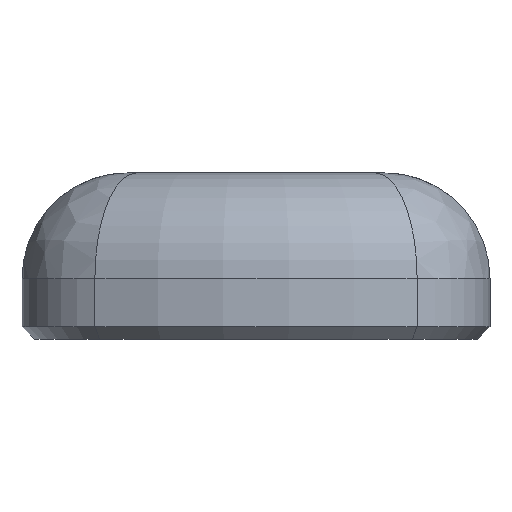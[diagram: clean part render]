
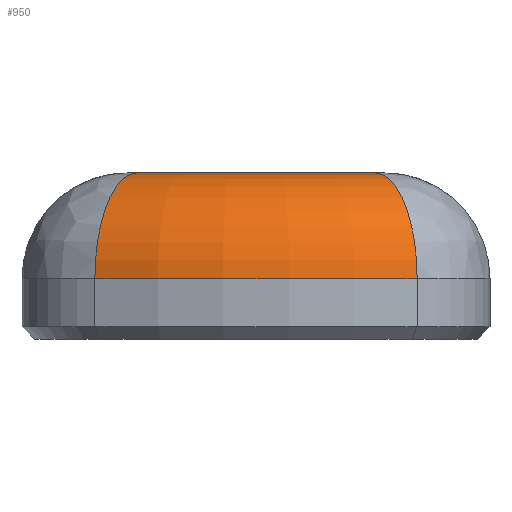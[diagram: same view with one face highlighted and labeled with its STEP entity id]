
A CAD part, front view. The second image highlights one B-rep face of the part: STEP entity #950.
In plain terms, the highlighted toroidal (fillet/blend) face has major radius 9.956 mm and minor radius 3.5 mm.
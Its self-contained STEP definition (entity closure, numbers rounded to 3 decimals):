
#14=TOROIDAL_SURFACE('',#1076,9.956,3.5);
#79=CIRCLE('',#1033,13.456);
#94=CIRCLE('',#1074,3.5);
#96=CIRCLE('',#1077,3.5);
#97=CIRCLE('',#1078,9.956);
#151=FACE_OUTER_BOUND('',#214,.T.);
#214=EDGE_LOOP('',(#810,#811,#812,#813));
#417=VERTEX_POINT('',#1500);
#419=VERTEX_POINT('',#1506);
#463=VERTEX_POINT('',#1646);
#464=VERTEX_POINT('',#1650);
#522=EDGE_CURVE('',#417,#419,#79,.T.);
#586=EDGE_CURVE('',#417,#463,#94,.T.);
#588=EDGE_CURVE('',#419,#464,#96,.T.);
#589=EDGE_CURVE('',#464,#463,#97,.T.);
#810=ORIENTED_EDGE('',*,*,#588,.T.);
#811=ORIENTED_EDGE('',*,*,#589,.T.);
#812=ORIENTED_EDGE('',*,*,#586,.F.);
#813=ORIENTED_EDGE('',*,*,#522,.T.);
#950=ADVANCED_FACE('',(#151),#14,.T.);
#1033=AXIS2_PLACEMENT_3D('',#1508,#1220,#1221);
#1074=AXIS2_PLACEMENT_3D('',#1647,#1347,#1348);
#1076=AXIS2_PLACEMENT_3D('',#1649,#1351,#1352);
#1077=AXIS2_PLACEMENT_3D('',#1651,#1353,#1354);
#1078=AXIS2_PLACEMENT_3D('',#1652,#1355,#1356);
#1220=DIRECTION('center_axis',(0.,0.,1.));
#1221=DIRECTION('ref_axis',(0.,-1.,0.));
#1347=DIRECTION('center_axis',(-0.918,0.397,0.));
#1348=DIRECTION('ref_axis',(-0.397,-0.918,0.));
#1351=DIRECTION('center_axis',(0.,0.,1.));
#1352=DIRECTION('ref_axis',(1.,0.,0.));
#1353=DIRECTION('center_axis',(-0.918,-0.397,0.));
#1354=DIRECTION('ref_axis',(0.397,-0.918,0.));
#1355=DIRECTION('center_axis',(0.,0.,-1.));
#1356=DIRECTION('ref_axis',(0.,-1.,0.));
#1500=CARTESIAN_POINT('',(-5.336,-21.353,1.));
#1506=CARTESIAN_POINT('',(5.336,-21.353,1.));
#1508=CARTESIAN_POINT('Origin',(0.,-9.,1.));
#1646=CARTESIAN_POINT('',(-3.948,-18.14,4.5));
#1647=CARTESIAN_POINT('Origin',(-3.948,-18.14,1.));
#1649=CARTESIAN_POINT('Origin',(0.,-9.,1.));
#1650=CARTESIAN_POINT('',(3.948,-18.14,4.5));
#1651=CARTESIAN_POINT('Origin',(3.948,-18.14,1.));
#1652=CARTESIAN_POINT('Origin',(0.,-9.,4.5));
